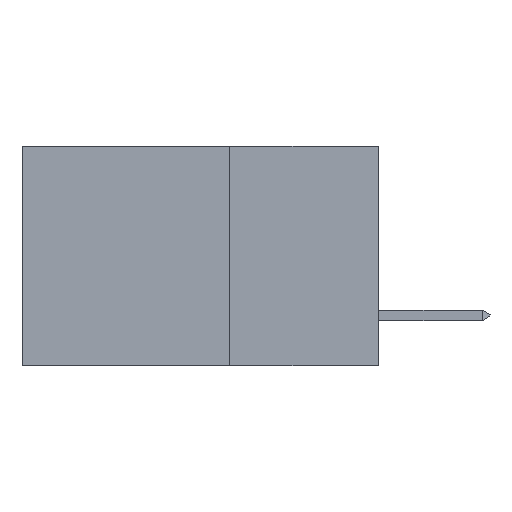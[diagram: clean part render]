
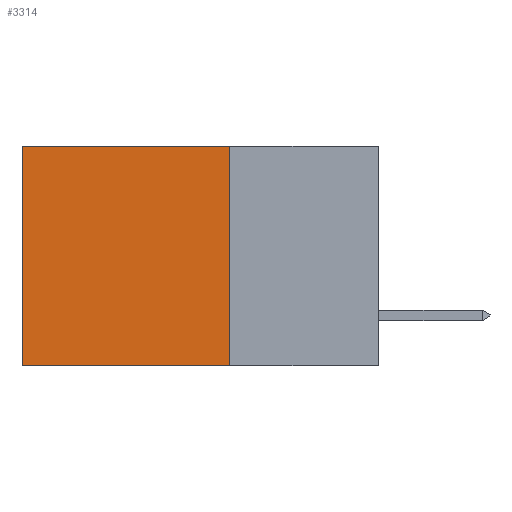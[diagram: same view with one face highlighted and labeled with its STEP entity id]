
A CAD part, left-side view. The second image highlights one B-rep face of the part: STEP entity #3314.
In plain terms, the highlighted planar face has unit normal (-1, 0, 0).
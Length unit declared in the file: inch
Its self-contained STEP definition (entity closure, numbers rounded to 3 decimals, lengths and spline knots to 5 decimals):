
#311 = FACE_OUTER_BOUND ( 'NONE', #2329, .T. ) ;
#636 = ORIENTED_EDGE ( 'NONE', *, *, #6727, .T. ) ;
#720 = VECTOR ( 'NONE', #6843, 39.37008 ) ;
#900 = VERTEX_POINT ( 'NONE', #7462 ) ;
#1137 = CARTESIAN_POINT ( 'NONE',  ( 0.298, 0.25, 0. ) ) ;
#1665 = DIRECTION ( 'NONE',  ( 0., 0., -1. ) ) ;
#2329 = EDGE_LOOP ( 'NONE', ( #636, #10887, #2761, #8849 ) ) ;
#2476 = CARTESIAN_POINT ( 'NONE',  ( 0.298, 0.6, -0.37 ) ) ;
#2501 = VECTOR ( 'NONE', #11040, 39.37008 ) ;
#2643 = VECTOR ( 'NONE', #6404, 39.37008 ) ;
#2761 = ORIENTED_EDGE ( 'NONE', *, *, #5764, .F. ) ;
#2816 = CARTESIAN_POINT ( 'NONE',  ( 0.298, 0.25, -0.37 ) ) ;
#3307 = VECTOR ( 'NONE', #1665, 39.37008 ) ;
#3314 = ADVANCED_FACE ( 'NONE', ( #311 ), #5676, .F. ) ;
#4659 = DIRECTION ( 'NONE',  ( 1., 0., 0. ) ) ;
#4783 = LINE ( 'NONE', #1137, #2643 ) ;
#4785 = LINE ( 'NONE', #7782, #3307 ) ;
#5281 = VERTEX_POINT ( 'NONE', #2476 ) ;
#5676 = PLANE ( 'NONE',  #8818 ) ;
#5764 = EDGE_CURVE ( 'NONE', #9401, #9744, #9196, .T. ) ;
#5797 = CARTESIAN_POINT ( 'NONE',  ( 0.298, 0.25, 0. ) ) ;
#6034 = EDGE_CURVE ( 'NONE', #9744, #5281, #8058, .T. ) ;
#6404 = DIRECTION ( 'NONE',  ( 0., 1., 0. ) ) ;
#6727 = EDGE_CURVE ( 'NONE', #900, #5281, #4785, .T. ) ;
#6843 = DIRECTION ( 'NONE',  ( 0., 0., -1. ) ) ;
#7462 = CARTESIAN_POINT ( 'NONE',  ( 0.298, 0.6, 0. ) ) ;
#7782 = CARTESIAN_POINT ( 'NONE',  ( 0.298, 0.6, 0. ) ) ;
#7812 = DIRECTION ( 'NONE',  ( 0., 0., -1. ) ) ;
#8058 = LINE ( 'NONE', #2816, #2501 ) ;
#8818 = AXIS2_PLACEMENT_3D ( 'NONE', #12956, #4659, #7812 ) ;
#8849 = ORIENTED_EDGE ( 'NONE', *, *, #12541, .T. ) ;
#9196 = LINE ( 'NONE', #5797, #720 ) ;
#9401 = VERTEX_POINT ( 'NONE', #11980 ) ;
#9744 = VERTEX_POINT ( 'NONE', #12320 ) ;
#10887 = ORIENTED_EDGE ( 'NONE', *, *, #6034, .F. ) ;
#11040 = DIRECTION ( 'NONE',  ( 0., 1., 0. ) ) ;
#11980 = CARTESIAN_POINT ( 'NONE',  ( 0.298, 0.25, 0. ) ) ;
#12320 = CARTESIAN_POINT ( 'NONE',  ( 0.298, 0.25, -0.37 ) ) ;
#12541 = EDGE_CURVE ( 'NONE', #9401, #900, #4783, .T. ) ;
#12956 = CARTESIAN_POINT ( 'NONE',  ( 0.298, 0.25, 0. ) ) ;
